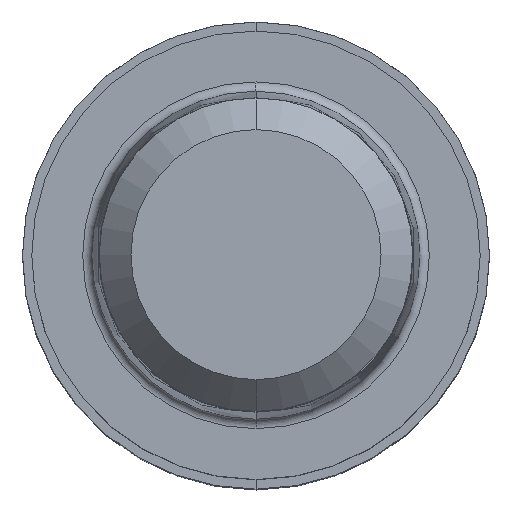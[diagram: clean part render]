
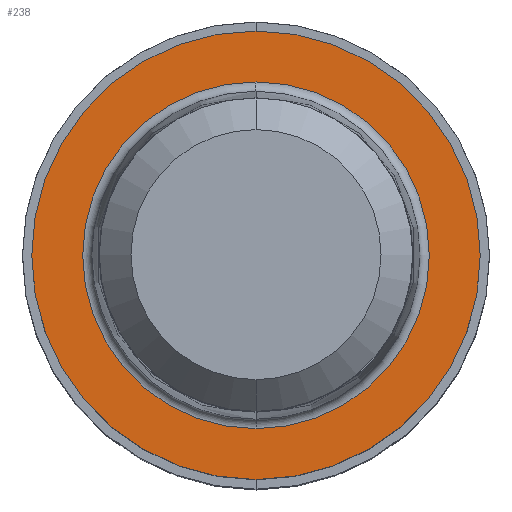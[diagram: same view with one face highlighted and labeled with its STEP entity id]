
A CAD part, top view. The second image highlights one B-rep face of the part: STEP entity #238.
In plain terms, the highlighted planar face has unit normal (0, 0, 1).
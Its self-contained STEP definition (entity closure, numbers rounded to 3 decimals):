
#238=ADVANCED_FACE('',(#538,#539),#540,.T.);
#252=VERTEX_POINT('',#555);
#286=VERTEX_POINT('',#593);
#312=EDGE_CURVE('',#366,#414,#624,.T.);
#350=EDGE_CURVE('',#414,#366,#669,.T.);
#366=VERTEX_POINT('',#686);
#408=EDGE_CURVE('',#252,#286,#733,.T.);
#414=VERTEX_POINT('',#739);
#422=EDGE_CURVE('',#286,#252,#748,.T.);
#538=FACE_OUTER_BOUND('',#879,.T.);
#539=FACE_BOUND('',#880,.T.);
#540=PLANE('',#881);
#555=CARTESIAN_POINT('',(0.0,12.0,0.01));
#593=CARTESIAN_POINT('',(0.,-12.0,0.01));
#624=CIRCLE('',#985,9.275);
#669=CIRCLE('',#1045,9.275);
#686=CARTESIAN_POINT('',(0.0,9.275,0.01));
#733=CIRCLE('',#1124,12.0);
#739=CARTESIAN_POINT('',(0.,-9.275,0.01));
#748=CIRCLE('',#1143,12.0);
#879=EDGE_LOOP('',(#1282,#1283));
#880=EDGE_LOOP('',(#1284,#1285));
#881=AXIS2_PLACEMENT_3D('',#1286,#1287,#1288);
#985=AXIS2_PLACEMENT_3D('',#1389,#1390,#1391);
#1045=AXIS2_PLACEMENT_3D('',#1456,#1457,#1458);
#1124=AXIS2_PLACEMENT_3D('',#1531,#1532,#1533);
#1143=AXIS2_PLACEMENT_3D('',#1546,#1547,#1548);
#1282=ORIENTED_EDGE('',*,*,#408,.F.);
#1283=ORIENTED_EDGE('',*,*,#422,.F.);
#1284=ORIENTED_EDGE('',*,*,#312,.T.);
#1285=ORIENTED_EDGE('',*,*,#350,.T.);
#1286=CARTESIAN_POINT('',(0.0,6.0,0.01));
#1287=DIRECTION('',(-0.0,0.0,1.0));
#1288=DIRECTION('',(0.0,-1.0,0.0));
#1389=CARTESIAN_POINT('',(0.0,0.0,0.01));
#1390=DIRECTION('',(0.0,0.0,-1.0));
#1391=DIRECTION('',(0.0,1.0,0.0));
#1456=CARTESIAN_POINT('',(0.0,0.0,0.01));
#1457=DIRECTION('',(0.0,0.0,-1.0));
#1458=DIRECTION('',(0.0,1.0,0.0));
#1531=CARTESIAN_POINT('',(0.0,0.0,0.01));
#1532=DIRECTION('',(0.0,0.0,-1.0));
#1533=DIRECTION('',(0.0,1.0,0.0));
#1546=CARTESIAN_POINT('',(0.0,0.0,0.01));
#1547=DIRECTION('',(0.0,0.0,-1.0));
#1548=DIRECTION('',(0.0,1.0,0.0));
